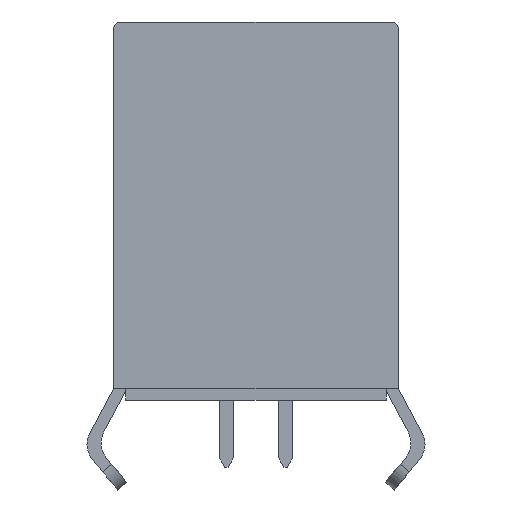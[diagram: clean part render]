
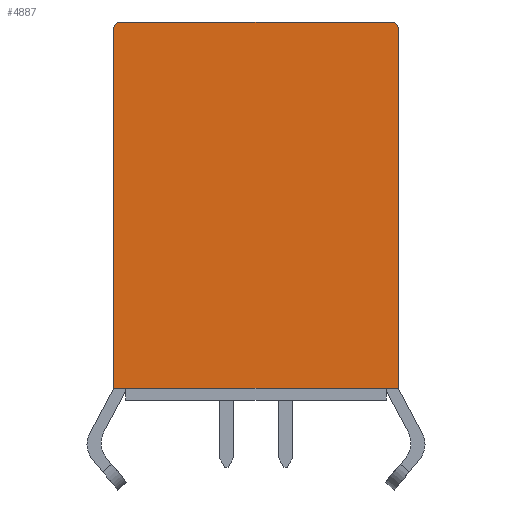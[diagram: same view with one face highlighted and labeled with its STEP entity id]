
A CAD part, front view. The second image highlights one B-rep face of the part: STEP entity #4887.
In plain terms, the highlighted planar face has unit normal (0, -1, 0).
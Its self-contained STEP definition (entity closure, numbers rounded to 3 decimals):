
#3238 = DIRECTION ( 'NONE',  ( 0., 0., -1. ) ) ;
#3239 = DIRECTION ( 'NONE',  ( 0., -1., 0. ) ) ;
#3240 = CARTESIAN_POINT ( 'NONE',  ( -6.02, -5.65, -16. ) ) ;
#3241 = AXIS2_PLACEMENT_3D ( 'NONE', #3240, #3239, #3238 ) ;
#3242 = PLANE ( 'NONE',  #3241 ) ;
#3293 = FACE_OUTER_BOUND ( 'NONE', #4911, .T. ) ;
#3408 = CARTESIAN_POINT ( 'NONE',  ( 6.02, -5.65, -15.5 ) ) ;
#3413 = CARTESIAN_POINT ( 'NONE',  ( -6.02, -5.65, -0.3 ) ) ;
#3414 = DIRECTION ( 'NONE',  ( 0., 0., 1. ) ) ;
#3415 = VECTOR ( 'NONE', #3414, 1000. ) ;
#3416 = CARTESIAN_POINT ( 'NONE',  ( -6.02, -5.65, -16. ) ) ;
#3417 = LINE ( 'NONE', #3416, #3415 ) ;
#3418 = CARTESIAN_POINT ( 'NONE',  ( -6.02, -5.65, -15.5 ) ) ;
#3502 = DIRECTION ( 'NONE',  ( -1., 0., 0. ) ) ;
#3503 = VECTOR ( 'NONE', #3502, 1000. ) ;
#3504 = CARTESIAN_POINT ( 'NONE',  ( 6.02, -5.65, -15.5 ) ) ;
#3505 = LINE ( 'NONE', #3504, #3503 ) ;
#3531 = DIRECTION ( 'NONE',  ( 0., 0., -1. ) ) ;
#3532 = DIRECTION ( 'NONE',  ( 0., -1., 0. ) ) ;
#3533 = CARTESIAN_POINT ( 'NONE',  ( -5.72, -5.65, -0.3 ) ) ;
#3534 = AXIS2_PLACEMENT_3D ( 'NONE', #3533, #3532, #3531 ) ;
#3535 = CIRCLE ( 'NONE', #3534, 0.3 ) ;
#3538 = DIRECTION ( 'NONE',  ( 0., 0., -1. ) ) ;
#3539 = DIRECTION ( 'NONE',  ( 0., -1., 0. ) ) ;
#3540 = CARTESIAN_POINT ( 'NONE',  ( 5.72, -5.65, -0.3 ) ) ;
#3541 = AXIS2_PLACEMENT_3D ( 'NONE', #3540, #3539, #3538 ) ;
#3542 = CIRCLE ( 'NONE', #3541, 0.3 ) ;
#3547 = CARTESIAN_POINT ( 'NONE',  ( 6.02, -5.65, -0.3 ) ) ;
#3548 = DIRECTION ( 'NONE',  ( 0., 0., 1. ) ) ;
#3549 = VECTOR ( 'NONE', #3548, 1000. ) ;
#3550 = CARTESIAN_POINT ( 'NONE',  ( 6.02, -5.65, -16. ) ) ;
#3551 = LINE ( 'NONE', #3550, #3549 ) ;
#3622 = CARTESIAN_POINT ( 'NONE',  ( 5.72, -5.65, 0. ) ) ;
#3623 = CARTESIAN_POINT ( 'NONE',  ( -5.72, -5.65, 0. ) ) ;
#3624 = DIRECTION ( 'NONE',  ( 1., 0., 0. ) ) ;
#3625 = VECTOR ( 'NONE', #3624, 1000. ) ;
#3626 = CARTESIAN_POINT ( 'NONE',  ( -6.02, -5.65, 0. ) ) ;
#3627 = LINE ( 'NONE', #3626, #3625 ) ;
#4887 = ADVANCED_FACE ( 'NONE', ( #3293 ), #3242, .T. ) ;
#4911 = EDGE_LOOP ( 'NONE', ( #4970, #4969, #4987, #4978, #4985, #4982 ) ) ;
#4912 = VERTEX_POINT ( 'NONE', #3418 ) ;
#4914 = EDGE_CURVE ( 'NONE', #4912, #4915, #3417, .T. ) ;
#4915 = VERTEX_POINT ( 'NONE', #3413 ) ;
#4919 = VERTEX_POINT ( 'NONE', #3408 ) ;
#4936 = EDGE_CURVE ( 'NONE', #4919, #4912, #3505, .T. ) ;
#4969 = ORIENTED_EDGE ( 'NONE', *, *, #4936, .F. ) ;
#4970 = ORIENTED_EDGE ( 'NONE', *, *, #4914, .F. ) ;
#4971 = EDGE_CURVE ( 'NONE', #4919, #4972, #3551, .T. ) ;
#4972 = VERTEX_POINT ( 'NONE', #3547 ) ;
#4977 = EDGE_CURVE ( 'NONE', #4972, #4989, #3542, .T. ) ;
#4978 = ORIENTED_EDGE ( 'NONE', *, *, #4977, .T. ) ;
#4982 = ORIENTED_EDGE ( 'NONE', *, *, #4983, .T. ) ;
#4983 = EDGE_CURVE ( 'NONE', #4988, #4915, #3535, .T. ) ;
#4985 = ORIENTED_EDGE ( 'NONE', *, *, #4986, .F. ) ;
#4986 = EDGE_CURVE ( 'NONE', #4988, #4989, #3627, .T. ) ;
#4987 = ORIENTED_EDGE ( 'NONE', *, *, #4971, .T. ) ;
#4988 = VERTEX_POINT ( 'NONE', #3623 ) ;
#4989 = VERTEX_POINT ( 'NONE', #3622 ) ;
